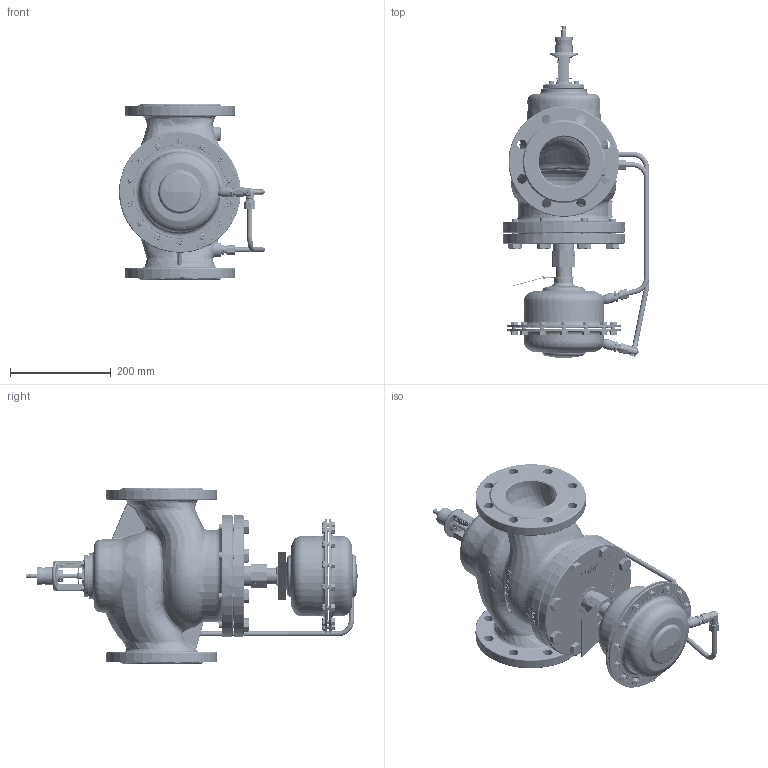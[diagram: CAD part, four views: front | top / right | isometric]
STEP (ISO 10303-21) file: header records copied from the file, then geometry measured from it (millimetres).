
FILE_DESCRIPTION((''),'2;1');
FILE_NAME('AFQ16_160-VFQM16_100_ASM_5_ASM','2018-03-02T',('U258099'),('Danfoss'),'CREO PARAMETRIC BY PTC INC, 2015480','CREO PARAMETRIC BY PTC INC, 2015480','');
FILE_SCHEMA(('CONFIG_CONTROL_DESIGN'));
Products named in the file (47): 88670070_HOUSING160_PN16_MI_AF1; 88673400_TUBE_FI38X10X62_MI_AF0; 88671660_PRESSURE_CONNECTOR_4MM; WELD_PRESS_CON_4MM_1; WELD_160_4MM_INST_AF1_1; WELD_160_4MM_2_INST_1; 88671470_COVER160_PN16_MINUS_AS_ASM; 88670600_CONNECTING_NUT_G1_1_4_; 88670100_HOUS_AFQ_160_PN16__AF0; 88671660_PRESSURE_CONNECTOR_AF0; WELD_PRESS_CON_4MM_AF0_1; 88672600_COVE_AFQ_160_PN16_PLUS_ASM; 88674000_SAFETY_VALVE_PLUS_ASM__ASM; 51840300_SCREW_M8X20_DIN933_1; 5201742_1; 5191731_1; 5454051_1; WALTER_CONNECTION_1; WALTER_PROFILE_RING_1; WALTER_CONNECTION_NUT_1; 8863078_ASM_1_ASM; 88630330_1; 88630640_ASM_1_ASM; 88673820_1; 88673810_LABEL_PLATE_PA_1; 003G5600_AFQ2_PN16_160CM2_ASM_1_ASM; 88650510_VALVE_BODY_VFQM_DN100_; 88651200_YOKE_BODY_DN65_100_2; 88652300_STUFFING_BOX_DN100_125; 88651340_SPINDLE_CV_DN100_2; 88652260_SETT_SCREW_DN65-100_2; 88650720_VALVE_COVER_VFG_DN100_; HEX_SCREW_DIN912_M6X18_2; HEX_SCREW_DIN931_M16X50_2; 88652800_POINTER_VFQM_2; LABEL_PLATE_37X37_2; 5589607_2; 88652720_FLOW_SCALE_DN100_2; 51817881_SCREW_SF_M3X5_2; 88653160_VFQM_DN100_PN16_ASM_2_ASM ...
Assembly tree (105 placements, depth 5):
  AFQ16_160-VFQM16_100_ASM_5_ASM
    003G5600_AFQ2_PN16_160CM2_ASM_1_ASM
      88671470_COVER160_PN16_MINUS_AS_ASM
        88670070_HOUSING160_PN16_MI_AF1
        88673400_TUBE_FI38X10X62_MI_AF0
        88671660_PRESSURE_CONNECTOR_4MM
        WELD_PRESS_CON_4MM_1
        WELD_160_4MM_INST_AF1_1
        WELD_160_4MM_2_INST_1
      88670600_CONNECTING_NUT_G1_1_4_
      88672600_COVE_AFQ_160_PN16_PLUS_ASM
        88670100_HOUS_AFQ_160_PN16__AF0
        88671660_PRESSURE_CONNECTOR_AF0
        WELD_PRESS_CON_4MM_AF0_1
      88674000_SAFETY_VALVE_PLUS_ASM__ASM
      51840300_SCREW_M8X20_DIN933_1  x14
      5201742_1  x14
      5191731_1  x14
      5454051_1  x2
      8863078_ASM_1_ASM
        WALTER_CONNECTION_1
        WALTER_PROFILE_RING_1
        WALTER_CONNECTION_NUT_1
      88630640_ASM_1_ASM
        8863078_ASM_1_ASM
          WALTER_CONNECTION_1
          WALTER_PROFILE_RING_1
          WALTER_CONNECTION_NUT_1
        88630330_1
      88673820_1
      88673810_LABEL_PLATE_PA_1
    88653160_VFQM_DN100_PN16_ASM_2_ASM
      88650510_VALVE_BODY_VFQM_DN100_
      88651200_YOKE_BODY_DN65_100_2
      88652300_STUFFING_BOX_DN100_125
      88651340_SPINDLE_CV_DN100_2
      88652260_SETT_SCREW_DN65-100_2
      88650720_VALVE_COVER_VFG_DN100_
      HEX_SCREW_DIN912_M6X18_2  x4
      HEX_SCREW_DIN931_M16X50_2  x8
      88652800_POINTER_VFQM_2
      LABEL_PLATE_37X37_2
      5589607_2  x4
      88652720_FLOW_SCALE_DN100_2
      51817881_SCREW_SF_M3X5_2  x2
    5454051_1  x2
    8863078_ASM_1_ASM  x2
      WALTER_CONNECTION_1
      WALTER_PROFILE_RING_1
      WALTER_CONNECTION_NUT_1
    AFQ16_160-VFQM16_100-OUT_4
    56722030_ASM_1_ASM
      PRIKLJUCEK_KOLENO_1
      PRIKLJUCEK_VST_1
      PRIKLJUCEK_MATICA_1
    AFQ16_160-VFQM16_100-IN_5
Bounding box: 290.4 x 660.3 x 350 mm (x, y, z)
Volume: 6542976.8 mm3; surface area: 1312364.4 mm2
Topology: 103 solids, 103 shells, 4930 faces, 12464 edges, 7847 vertices
Faces by surface type: plane 2001, cylinder 1105, cone 942, bspline 391, torus 352, extrusion 101, sphere 30, revolution 8
Entity records: 147988 total; most frequent: CARTESIAN_POINT 68111, ORIENTED_EDGE 17554, DIRECTION 14987, EDGE_CURVE 8777, AXIS2_PLACEMENT_3D 5718, VERTEX_POINT 5675, EDGE_LOOP 3660, VECTOR 3543
